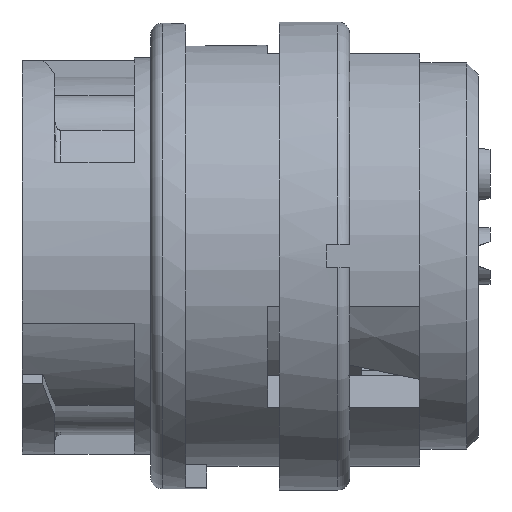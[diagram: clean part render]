
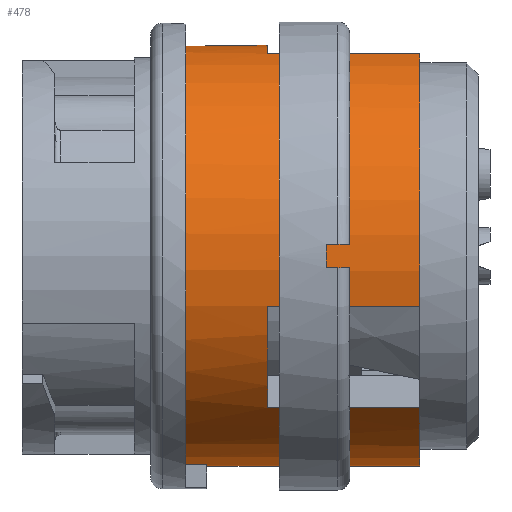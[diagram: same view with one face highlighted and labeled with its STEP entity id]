
A CAD part, front view. The second image highlights one B-rep face of the part: STEP entity #478.
In plain terms, the highlighted cylindrical face has radius 9 mm (diameter 18 mm), a full revolution.
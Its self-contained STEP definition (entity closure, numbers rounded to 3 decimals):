
#318=CYLINDRICAL_SURFACE('',#4912,9.);
#396=FACE_BOUND('',#1135,.T.);
#397=FACE_BOUND('',#1136,.T.);
#478=ADVANCED_FACE('',(#396,#397),#318,.T.);
#1135=EDGE_LOOP('',(#1770,#1771,#1772,#1773));
#1136=EDGE_LOOP('',(#1774,#1775,#1776,#1777,#1778,#1779,#1780,#1781,#1782,
#1783,#1784,#1785));
#1423=CIRCLE('',#4860,9.);
#1425=CIRCLE('',#4863,9.);
#1433=CIRCLE('',#4875,9.);
#1435=CIRCLE('',#4878,9.);
#1436=CIRCLE('',#4880,9.);
#1448=CIRCLE('',#4897,9.);
#1457=CIRCLE('',#4910,9.);
#1458=CIRCLE('',#4911,9.);
#1770=ORIENTED_EDGE('',*,*,#3584,.T.);
#1771=ORIENTED_EDGE('',*,*,#3568,.T.);
#1772=ORIENTED_EDGE('',*,*,#3585,.F.);
#1773=ORIENTED_EDGE('',*,*,#3586,.T.);
#1774=ORIENTED_EDGE('',*,*,#3587,.F.);
#1775=ORIENTED_EDGE('',*,*,#3537,.F.);
#1776=ORIENTED_EDGE('',*,*,#3588,.F.);
#1777=ORIENTED_EDGE('',*,*,#3519,.F.);
#1778=ORIENTED_EDGE('',*,*,#3589,.F.);
#1779=ORIENTED_EDGE('',*,*,#3541,.F.);
#1780=ORIENTED_EDGE('',*,*,#3590,.F.);
#1781=ORIENTED_EDGE('',*,*,#3591,.F.);
#1782=ORIENTED_EDGE('',*,*,#3592,.F.);
#1783=ORIENTED_EDGE('',*,*,#3543,.F.);
#1784=ORIENTED_EDGE('',*,*,#3593,.F.);
#1785=ORIENTED_EDGE('',*,*,#3515,.F.);
#3036=VERTEX_POINT('',#6848);
#3038=VERTEX_POINT('',#6852);
#3040=VERTEX_POINT('',#6857);
#3042=VERTEX_POINT('',#6861);
#3056=VERTEX_POINT('',#6895);
#3058=VERTEX_POINT('',#6899);
#3060=VERTEX_POINT('',#6904);
#3061=VERTEX_POINT('',#6907);
#3063=VERTEX_POINT('',#6912);
#3064=VERTEX_POINT('',#6914);
#3087=VERTEX_POINT('',#6964);
#3088=VERTEX_POINT('',#6965);
#3100=VERTEX_POINT('',#6997);
#3101=VERTEX_POINT('',#6999);
#3102=VERTEX_POINT('',#7005);
#3103=VERTEX_POINT('',#7007);
#3515=EDGE_CURVE('',#3038,#3036,#1423,.T.);
#3519=EDGE_CURVE('',#3042,#3040,#1425,.T.);
#3537=EDGE_CURVE('',#3058,#3056,#1433,.T.);
#3541=EDGE_CURVE('',#3061,#3060,#1435,.T.);
#3543=EDGE_CURVE('',#3063,#3064,#1436,.T.);
#3568=EDGE_CURVE('',#3087,#3088,#1448,.T.);
#3584=EDGE_CURVE('',#3100,#3087,#4216,.T.);
#3585=EDGE_CURVE('',#3101,#3088,#4217,.T.);
#3586=EDGE_CURVE('',#3101,#3100,#1457,.T.);
#3587=EDGE_CURVE('',#3056,#3038,#4218,.T.);
#3588=EDGE_CURVE('',#3040,#3058,#4219,.T.);
#3589=EDGE_CURVE('',#3060,#3042,#4220,.T.);
#3590=EDGE_CURVE('',#3102,#3061,#4221,.T.);
#3591=EDGE_CURVE('',#3103,#3102,#1458,.T.);
#3592=EDGE_CURVE('',#3064,#3103,#4222,.T.);
#3593=EDGE_CURVE('',#3036,#3063,#4223,.T.);
#4216=LINE('',#6996,#4544);
#4217=LINE('',#6998,#4545);
#4218=LINE('',#7001,#4546);
#4219=LINE('',#7002,#4547);
#4220=LINE('',#7003,#4548);
#4221=LINE('',#7004,#4549);
#4222=LINE('',#7008,#4550);
#4223=LINE('',#7009,#4551);
#4544=VECTOR('',#5561,1.);
#4545=VECTOR('',#5562,1.);
#4546=VECTOR('',#5565,1.);
#4547=VECTOR('',#5566,1.);
#4548=VECTOR('',#5567,1.);
#4549=VECTOR('',#5568,1.);
#4550=VECTOR('',#5571,1.);
#4551=VECTOR('',#5572,1.);
#4860=AXIS2_PLACEMENT_3D('',#6853,#5429,#5430);
#4863=AXIS2_PLACEMENT_3D('',#6862,#5437,#5438);
#4875=AXIS2_PLACEMENT_3D('',#6900,#5471,#5472);
#4878=AXIS2_PLACEMENT_3D('',#6908,#5479,#5480);
#4880=AXIS2_PLACEMENT_3D('',#6913,#5484,#5485);
#4897=AXIS2_PLACEMENT_3D('',#6963,#5528,#5529);
#4910=AXIS2_PLACEMENT_3D('',#7000,#5563,#5564);
#4911=AXIS2_PLACEMENT_3D('',#7006,#5569,#5570);
#4912=AXIS2_PLACEMENT_3D('',#7010,#5573,#5574);
#5429=DIRECTION('',(1.,0.,0.));
#5430=DIRECTION('',(0.,0.,1.));
#5437=DIRECTION('',(1.,0.,0.));
#5438=DIRECTION('',(0.,0.,1.));
#5471=DIRECTION('',(1.,0.,0.));
#5472=DIRECTION('',(0.,0.,-1.));
#5479=DIRECTION('',(1.,0.,0.));
#5480=DIRECTION('',(0.,0.,-1.));
#5484=DIRECTION('',(1.,0.,0.));
#5485=DIRECTION('',(0.,0.,-1.));
#5528=DIRECTION('',(1.,0.,0.));
#5529=DIRECTION('',(0.,0.,-1.));
#5561=DIRECTION('',(-1.,0.,0.));
#5562=DIRECTION('',(-1.,0.,0.));
#5563=DIRECTION('',(1.,0.,0.));
#5564=DIRECTION('',(0.,1.,0.));
#5565=DIRECTION('',(-1.,0.,0.));
#5566=DIRECTION('',(1.,0.,0.));
#5567=DIRECTION('',(-1.,0.,0.));
#5568=DIRECTION('',(1.,0.,0.));
#5569=DIRECTION('',(1.,0.,0.));
#5570=DIRECTION('',(0.,0.,1.));
#5571=DIRECTION('',(-1.,0.,0.));
#5572=DIRECTION('',(1.,0.,0.));
#5573=DIRECTION('',(1.,0.,0.));
#5574=DIRECTION('',(0.,0.,-1.));
#6848=CARTESIAN_POINT('',(10.5,8.737,-2.158));
#6852=CARTESIAN_POINT('',(10.5,6.237,-6.488));
#6853=CARTESIAN_POINT('',(10.5,0.,0.));
#6857=CARTESIAN_POINT('',(10.5,-6.237,-6.488));
#6861=CARTESIAN_POINT('',(10.5,-8.737,-2.158));
#6862=CARTESIAN_POINT('',(10.5,0.,0.));
#6895=CARTESIAN_POINT('',(17.,6.237,-6.488));
#6899=CARTESIAN_POINT('',(17.,-6.237,-6.488));
#6900=CARTESIAN_POINT('',(17.,0.,0.));
#6904=CARTESIAN_POINT('',(17.,-8.737,-2.158));
#6907=CARTESIAN_POINT('',(17.,-2.5,8.646));
#6908=CARTESIAN_POINT('',(17.,0.,0.));
#6912=CARTESIAN_POINT('',(17.,8.737,-2.158));
#6913=CARTESIAN_POINT('',(17.,0.,0.));
#6914=CARTESIAN_POINT('',(17.,2.5,8.646));
#6963=CARTESIAN_POINT('',(7.,0.,0.));
#6964=CARTESIAN_POINT('',(7.,1.15,-8.926));
#6965=CARTESIAN_POINT('',(7.,-1.15,-8.926));
#6996=CARTESIAN_POINT('',(7.9,1.15,-8.926));
#6997=CARTESIAN_POINT('',(7.9,1.15,-8.926));
#6998=CARTESIAN_POINT('',(7.9,-1.15,-8.926));
#6999=CARTESIAN_POINT('',(7.9,-1.15,-8.926));
#7000=CARTESIAN_POINT('',(7.9,0.,0.));
#7001=CARTESIAN_POINT('',(12.,6.237,-6.488));
#7002=CARTESIAN_POINT('',(12.,-6.237,-6.488));
#7003=CARTESIAN_POINT('',(12.,-8.737,-2.158));
#7004=CARTESIAN_POINT('',(12.,-2.5,8.646));
#7005=CARTESIAN_POINT('',(10.5,-2.5,8.646));
#7006=CARTESIAN_POINT('',(10.5,0.,0.));
#7007=CARTESIAN_POINT('',(10.5,2.5,8.646));
#7008=CARTESIAN_POINT('',(12.,2.5,8.646));
#7009=CARTESIAN_POINT('',(12.,8.737,-2.158));
#7010=CARTESIAN_POINT('',(12.,0.,0.));
